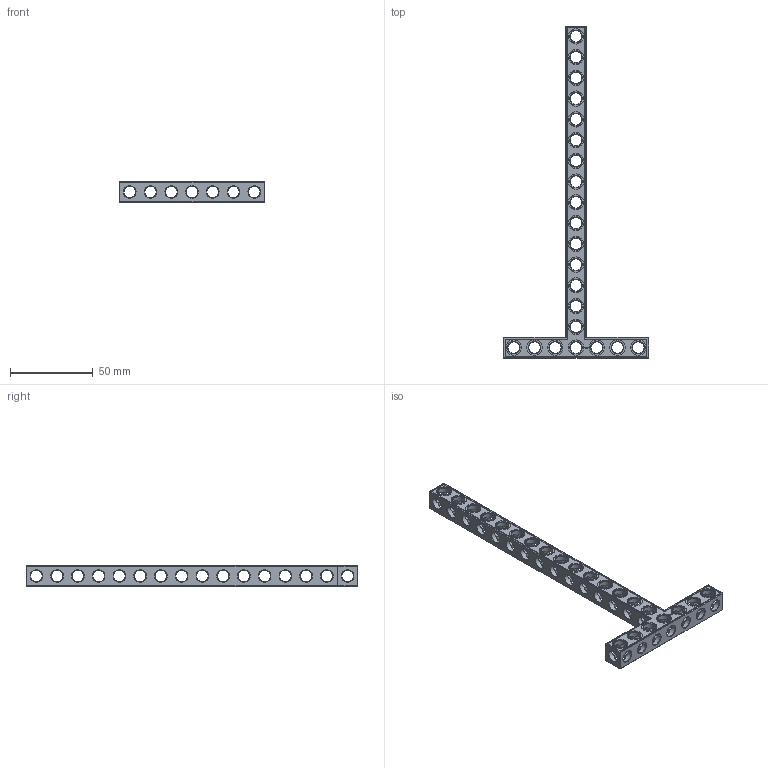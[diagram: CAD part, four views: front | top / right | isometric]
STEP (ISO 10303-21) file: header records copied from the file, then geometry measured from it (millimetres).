
FILE_DESCRIPTION(('FreeCAD Model'),'2;1');
FILE_NAME('Open CASCADE Shape Model','2021-08-09T15:23:52',( 'Paulo Kiefe'),('STEMFIE.org'),'Open CASCADE STEP processor 7.4', 'FreeCAD','Unknown');
FILE_SCHEMA(('AUTOMOTIVE_DESIGN { 1 0 10303 214 1 1 1 1 }'));
Products named in the file (1): Beam_TSH_SYM_ESS_BU07x16x01_-_SPN-BEM-1052_(stemfie.org)
Bounding box: 87.5 x 200 x 12.5 mm (x, y, z)
Volume: 21472.6 mm3; surface area: 19303.1 mm2
Topology: 1 solids, 1 shells, 775 faces, 2373 edges, 1568 vertices
Faces by surface type: plane 402, extrusion 144, cylinder 137, cone 92
Full cylindrical faces by diameter (mm): 7 x111, 9.2 x22
Entity records: 71056 total; most frequent: CARTESIAN_POINT 20902, DIRECTION 7457, ORIENTED_EDGE 4746, PCURVE 4746, DEFINITIONAL_REPRESENTATION 4746, VECTOR 4683, LINE 4539, EDGE_CURVE 2373
